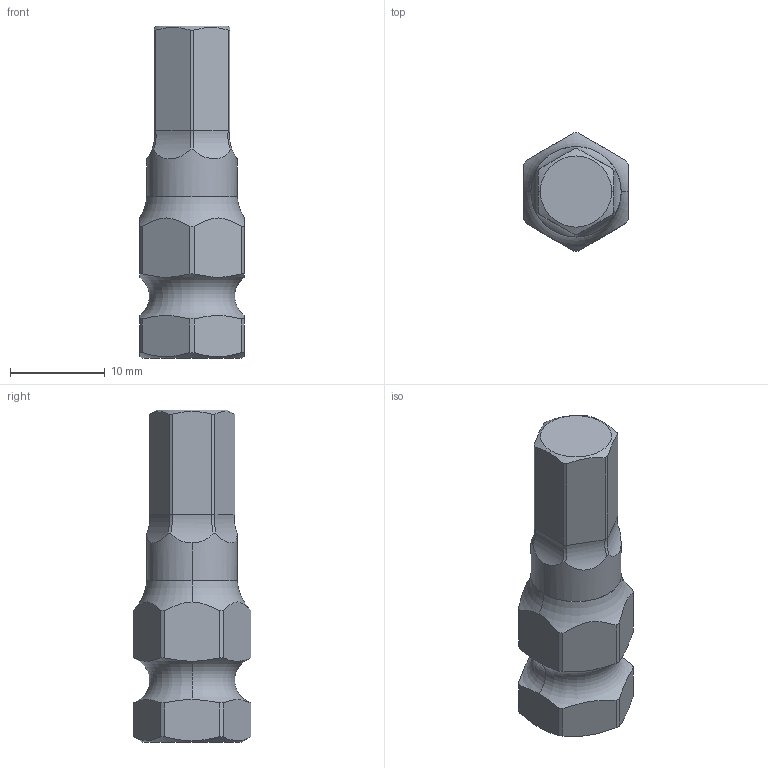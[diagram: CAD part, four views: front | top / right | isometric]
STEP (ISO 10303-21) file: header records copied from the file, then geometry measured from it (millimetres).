
FILE_DESCRIPTION((''),'2;1');
FILE_NAME('4027125008','2023-08-22T15:29:01',('A00565553'),(''),'CREO PARAMETRIC BY PTC INC, 2022414','CREO PARAMETRIC BY PTC INC, 2022414','');
FILE_SCHEMA(('CONFIG_CONTROL_DESIGN','GEOMETRIC_VALIDATION_PROPERTIES_MIM'));
Length unit declared in the file: millimetre
Products named in the file (1): 4027125008
Bounding box: 11 x 12.43 x 35 mm (x, y, z)
Volume: 2653.7 mm3; surface area: 1287.8 mm2
Topology: 1 solids, 1 shells, 61 faces, 174 edges, 116 vertices
Faces by surface type: cylinder 26, plane 21, bspline 6, torus 4, cone 4
Entity records: 3156 total; most frequent: CARTESIAN_POINT 1042, ORIENTED_EDGE 348, DIRECTION 248, PRESENTATION_STYLE_ASSIGNMENT 175, STYLED_ITEM 175, CURVE_STYLE 174, EDGE_CURVE 174, VERTEX_POINT 116
